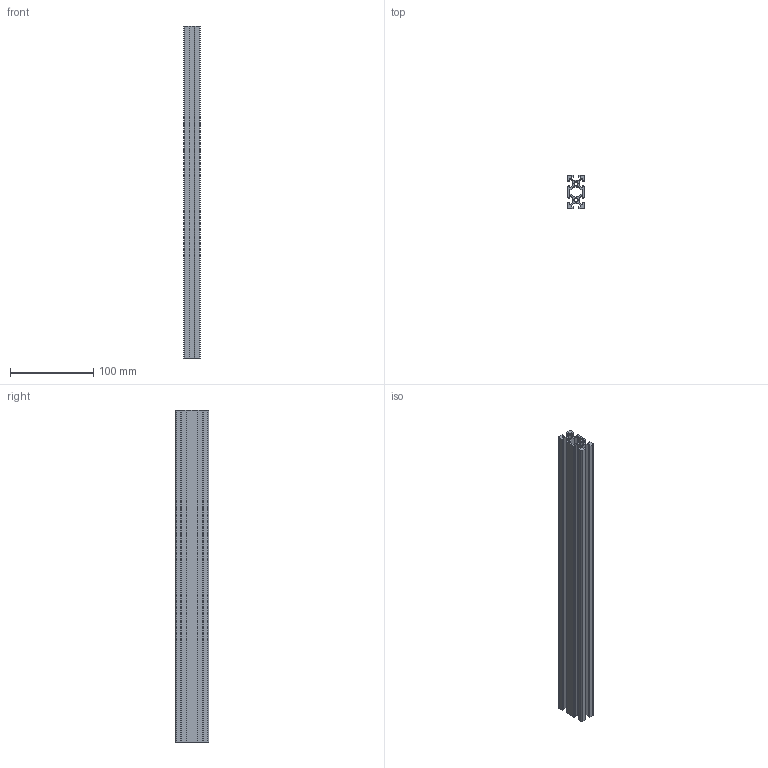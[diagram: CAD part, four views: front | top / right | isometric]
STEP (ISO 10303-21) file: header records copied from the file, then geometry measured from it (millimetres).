
FILE_DESCRIPTION(/* description */ (''),/* implementation_level */ '2;1');
FILE_NAME(/* name */ '2040 Extrusion (1) (1).step',/* time_stamp */ '2026-01-06T23:05:08-06:00',/* author */ (''),/* organization */ (''),/* preprocessor_version */ 'ST-DEVELOPER v20.1',/* originating_system */ 'Autodesk Translation Framework v14.21.0.0',/* authorisation */ '');
FILE_SCHEMA (('AUTOMOTIVE_DESIGN { 1 0 10303 214 3 1 1 }'));
Length unit declared in the file: millimetre
Products named in the file (1): 2040 Extrusion (1) (1)
Bounding box: 20 x 40 x 400 mm (x, y, z)
Volume: 114704.5 mm3; surface area: 125508.2 mm2
Topology: 1 solids, 1 shells, 108 faces, 320 edges, 214 vertices
Faces by surface type: plane 102, cylinder 6
Full cylindrical faces by diameter (mm): 5 x2
Entity records: 3606 total; most frequent: CARTESIAN_POINT 643, ORIENTED_EDGE 640, DIRECTION 552, EDGE_CURVE 320, LINE 306, VECTOR 306, VERTEX_POINT 214, AXIS2_PLACEMENT_3D 123
